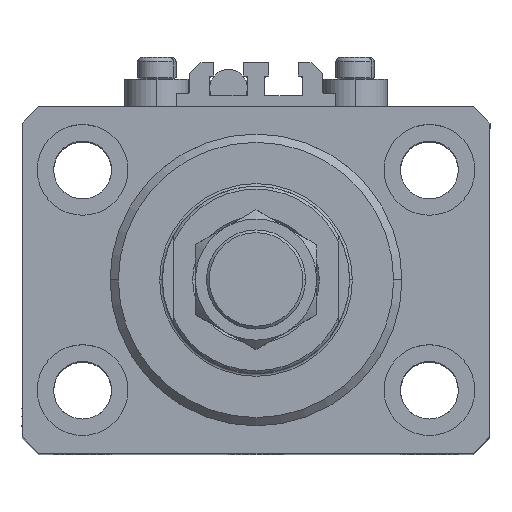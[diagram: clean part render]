
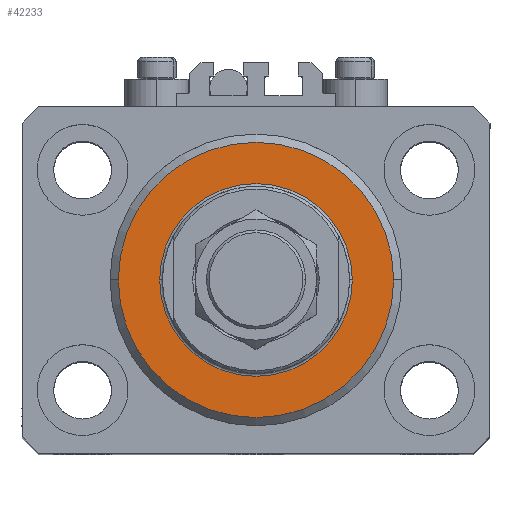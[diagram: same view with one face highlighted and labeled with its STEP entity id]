
A CAD part, top view. The second image highlights one B-rep face of the part: STEP entity #42233.
In plain terms, the highlighted face is planar.
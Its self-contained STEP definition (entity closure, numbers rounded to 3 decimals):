
#178 = FACE_OUTER_BOUND ( 'NONE', #31425, .T. ) ;
#222 = DIRECTION ( 'NONE',  ( 0., 0., 1. ) ) ;
#4070 = CARTESIAN_POINT ( 'NONE',  ( 0., 0., 0. ) ) ;
#5562 = AXIS2_PLACEMENT_3D ( 'NONE', #4070, #222, #15829 ) ;
#6669 = ORIENTED_EDGE ( 'NONE', *, *, #44886, .T. ) ;
#8104 = DIRECTION ( 'NONE',  ( 1., 0., 0. ) ) ;
#8708 = CIRCLE ( 'NONE', #34840, 25. ) ;
#9264 = AXIS2_PLACEMENT_3D ( 'NONE', #39726, #20286, #27717 ) ;
#9599 = CARTESIAN_POINT ( 'NONE',  ( 0., 0., 0. ) ) ;
#12067 = CARTESIAN_POINT ( 'NONE',  ( 17.5, 0., 0. ) ) ;
#13605 = VERTEX_POINT ( 'NONE', #30894 ) ;
#13729 = CIRCLE ( 'NONE', #5562, 17.5 ) ;
#15829 = DIRECTION ( 'NONE',  ( 1., 0., 0. ) ) ;
#17028 = VERTEX_POINT ( 'NONE', #12067 ) ;
#18977 = VERTEX_POINT ( 'NONE', #44460 ) ;
#19039 = DIRECTION ( 'NONE',  ( 0., 0., 1. ) ) ;
#19882 = ORIENTED_EDGE ( 'NONE', *, *, #47079, .T. ) ;
#20149 = EDGE_CURVE ( 'NONE', #13605, #34952, #8708, .T. ) ;
#20286 = DIRECTION ( 'NONE',  ( 0., 0., -1. ) ) ;
#22425 = CARTESIAN_POINT ( 'NONE',  ( 25., 0., 0. ) ) ;
#23881 = CARTESIAN_POINT ( 'NONE',  ( 0., 0., 0. ) ) ;
#27717 = DIRECTION ( 'NONE',  ( 1., 0., 0. ) ) ;
#28557 = DIRECTION ( 'NONE',  ( 0., 0., -1. ) ) ;
#28568 = EDGE_LOOP ( 'NONE', ( #6669, #44295 ) ) ;
#30894 = CARTESIAN_POINT ( 'NONE',  ( -25., 0., 0. ) ) ;
#31163 = AXIS2_PLACEMENT_3D ( 'NONE', #47001, #43171, #8104 ) ;
#31393 = PLANE ( 'NONE',  #31163 ) ;
#31425 = EDGE_LOOP ( 'NONE', ( #19882, #43704 ) ) ;
#32146 = EDGE_CURVE ( 'NONE', #18977, #17028, #13729, .T. ) ;
#34840 = AXIS2_PLACEMENT_3D ( 'NONE', #9599, #28557, #48993 ) ;
#34952 = VERTEX_POINT ( 'NONE', #22425 ) ;
#35233 = FACE_BOUND ( 'NONE', #28568, .T. ) ;
#38475 = DIRECTION ( 'NONE',  ( 1., 0., 0. ) ) ;
#39726 = CARTESIAN_POINT ( 'NONE',  ( 0., 0., 0. ) ) ;
#41854 = CIRCLE ( 'NONE', #9264, 25. ) ;
#42233 = ADVANCED_FACE ( 'NONE', ( #35233, #178 ), #31393, .F. ) ;
#43171 = DIRECTION ( 'NONE',  ( 0., 0., 1. ) ) ;
#43704 = ORIENTED_EDGE ( 'NONE', *, *, #20149, .T. ) ;
#44295 = ORIENTED_EDGE ( 'NONE', *, *, #32146, .T. ) ;
#44460 = CARTESIAN_POINT ( 'NONE',  ( -17.5, 0., 0. ) ) ;
#44886 = EDGE_CURVE ( 'NONE', #17028, #18977, #46786, .T. ) ;
#46786 = CIRCLE ( 'NONE', #48419, 17.5 ) ;
#47001 = CARTESIAN_POINT ( 'NONE',  ( 0., 0., 0. ) ) ;
#47079 = EDGE_CURVE ( 'NONE', #34952, #13605, #41854, .T. ) ;
#48419 = AXIS2_PLACEMENT_3D ( 'NONE', #23881, #19039, #38475 ) ;
#48993 = DIRECTION ( 'NONE',  ( 1., 0., 0. ) ) ;
